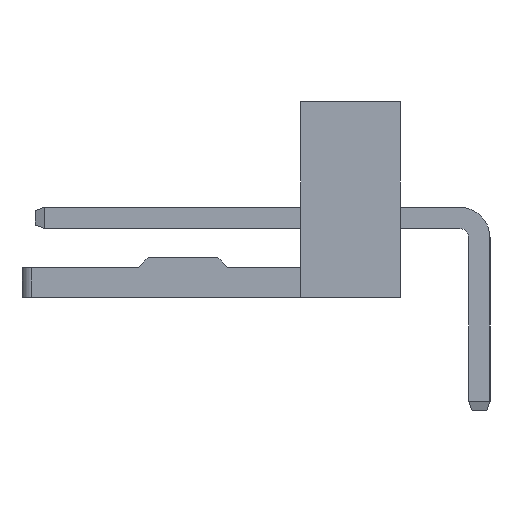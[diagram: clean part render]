
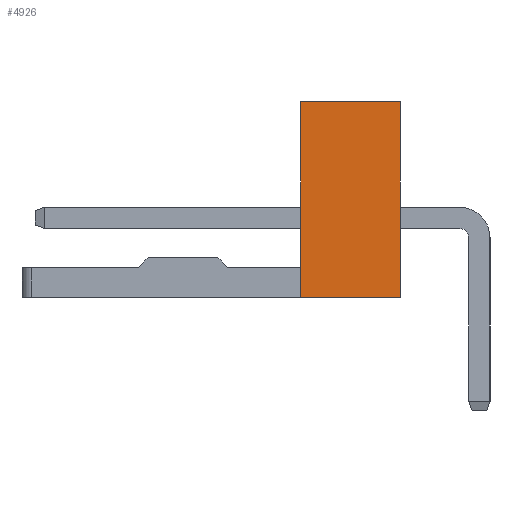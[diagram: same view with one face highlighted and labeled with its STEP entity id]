
A CAD part, left-side view. The second image highlights one B-rep face of the part: STEP entity #4926.
In plain terms, the highlighted planar face has unit normal (-1, 0, 0).
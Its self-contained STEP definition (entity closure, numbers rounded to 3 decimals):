
#539 = ORIENTED_EDGE ( 'NONE', *, *, #4596, .T. ) ;
#1143 = VECTOR ( 'NONE', #5283, 1000. ) ;
#1589 = DIRECTION ( 'NONE',  ( 0., 0., 1. ) ) ;
#1712 = EDGE_CURVE ( 'NONE', #6844, #7542, #5956, .T. ) ;
#1773 = LINE ( 'NONE', #7676, #1143 ) ;
#2124 = DIRECTION ( 'NONE',  ( 0., 0., 1. ) ) ;
#2562 = LINE ( 'NONE', #7109, #9341 ) ;
#2627 = FACE_OUTER_BOUND ( 'NONE', #6277, .T. ) ;
#2740 = ORIENTED_EDGE ( 'NONE', *, *, #1712, .T. ) ;
#2985 = VERTEX_POINT ( 'NONE', #3439 ) ;
#3299 = EDGE_CURVE ( 'NONE', #5554, #2985, #2562, .T. ) ;
#3439 = CARTESIAN_POINT ( 'NONE',  ( -1.27, 5.38, 0. ) ) ;
#3761 = PLANE ( 'NONE',  #8292 ) ;
#4578 = VECTOR ( 'NONE', #1589, 1000. ) ;
#4596 = EDGE_CURVE ( 'NONE', #7542, #5554, #7686, .T. ) ;
#4793 = CARTESIAN_POINT ( 'NONE',  ( -1.27, 2.38, 5.9 ) ) ;
#4926 = ADVANCED_FACE ( 'NONE', ( #2627 ), #3761, .T. ) ;
#5238 = CARTESIAN_POINT ( 'NONE',  ( -1.27, 2.38, 0. ) ) ;
#5283 = DIRECTION ( 'NONE',  ( 0., 1., 0. ) ) ;
#5554 = VERTEX_POINT ( 'NONE', #9009 ) ;
#5956 = LINE ( 'NONE', #6391, #4578 ) ;
#6128 = DIRECTION ( 'NONE',  ( -1., 0., 0. ) ) ;
#6277 = EDGE_LOOP ( 'NONE', ( #8192, #8097, #2740, #539 ) ) ;
#6391 = CARTESIAN_POINT ( 'NONE',  ( -1.27, 2.38, 0. ) ) ;
#6844 = VERTEX_POINT ( 'NONE', #5238 ) ;
#7034 = DIRECTION ( 'NONE',  ( 0., 0., -1. ) ) ;
#7109 = CARTESIAN_POINT ( 'NONE',  ( -1.27, 5.38, 0. ) ) ;
#7325 = DIRECTION ( 'NONE',  ( 0., 1., 0. ) ) ;
#7373 = CARTESIAN_POINT ( 'NONE',  ( -1.27, 2.38, 5.9 ) ) ;
#7542 = VERTEX_POINT ( 'NONE', #7373 ) ;
#7676 = CARTESIAN_POINT ( 'NONE',  ( -1.27, 2.38, 0. ) ) ;
#7686 = LINE ( 'NONE', #4793, #9427 ) ;
#8097 = ORIENTED_EDGE ( 'NONE', *, *, #9623, .F. ) ;
#8192 = ORIENTED_EDGE ( 'NONE', *, *, #3299, .T. ) ;
#8292 = AXIS2_PLACEMENT_3D ( 'NONE', #10108, #6128, #2124 ) ;
#9009 = CARTESIAN_POINT ( 'NONE',  ( -1.27, 5.38, 5.9 ) ) ;
#9341 = VECTOR ( 'NONE', #7034, 1000. ) ;
#9427 = VECTOR ( 'NONE', #7325, 1000. ) ;
#9623 = EDGE_CURVE ( 'NONE', #6844, #2985, #1773, .T. ) ;
#10108 = CARTESIAN_POINT ( 'NONE',  ( -1.27, 2.38, 0. ) ) ;
